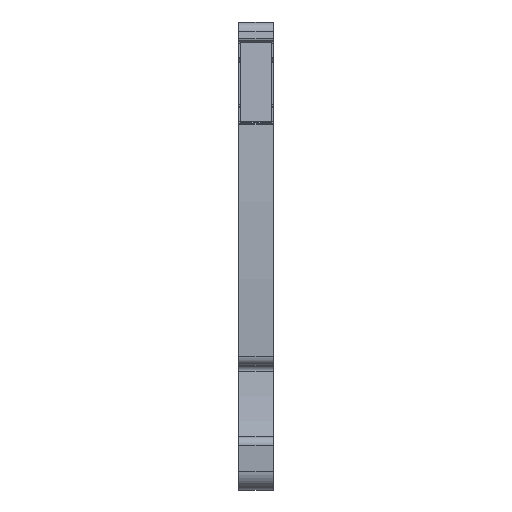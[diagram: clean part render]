
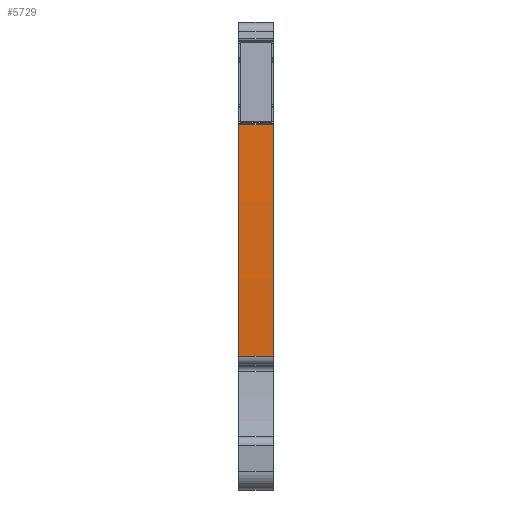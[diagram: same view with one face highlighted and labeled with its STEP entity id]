
A CAD part, front view. The second image highlights one B-rep face of the part: STEP entity #5729.
In plain terms, the highlighted cylindrical face has radius 180 mm (diameter 360 mm), a partial arc.
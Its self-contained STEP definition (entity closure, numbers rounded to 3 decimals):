
#591=AXIS2_PLACEMENT_3D('Circle Axis2P3D',#589,#590,$) ;
#4859=AXIS2_PLACEMENT_3D('Cylinder Axis2P3D',#4856,#4857,#4858) ;
#5713=AXIS2_PLACEMENT_3D('Circle Axis2P3D',#5711,#5712,$) ;
#586=CARTESIAN_POINT('Vertex',(3.5,1.484,36.553)) ;
#589=CARTESIAN_POINT('Axis2P3D Location',(3.5,181.129,25.25)) ;
#593=CARTESIAN_POINT('Vertex',(3.5,1.52,13.384)) ;
#4856=CARTESIAN_POINT('Axis2P3D Location',(1.75,181.129,25.25)) ;
#5695=CARTESIAN_POINT('Vertex',(0.,1.484,36.553)) ;
#5698=CARTESIAN_POINT('Line Origine',(2.55,1.484,36.553)) ;
#5711=CARTESIAN_POINT('Axis2P3D Location',(0.,181.129,25.25)) ;
#5715=CARTESIAN_POINT('Vertex',(0.,1.52,13.384)) ;
#5718=CARTESIAN_POINT('Line Origine',(1.75,1.52,13.384)) ;
#590=DIRECTION('Axis2P3D Direction',(1.,0.,0.)) ;
#4857=DIRECTION('Axis2P3D Direction',(1.,0.,0.)) ;
#4858=DIRECTION('Axis2P3D XDirection',(0.,-0.993,0.115)) ;
#5699=DIRECTION('Vector Direction',(1.,0.,0.)) ;
#5712=DIRECTION('Axis2P3D Direction',(1.,0.,0.)) ;
#5719=DIRECTION('Vector Direction',(1.,0.,0.)) ;
#5700=VECTOR('Line Direction',#5699,1.) ;
#5720=VECTOR('Line Direction',#5719,1.) ;
#5724=ORIENTED_EDGE('',*,*,#5717,.T.) ;
#5725=ORIENTED_EDGE('',*,*,#5722,.T.) ;
#5726=ORIENTED_EDGE('',*,*,#595,.F.) ;
#5727=ORIENTED_EDGE('',*,*,#5702,.F.) ;
#5729=ADVANCED_FACE('MLD',(#5728),#4860,.T.) ;
#592=CIRCLE('generated circle',#591,180.) ;
#5714=CIRCLE('generated circle',#5713,180.) ;
#4860=CYLINDRICAL_SURFACE('generated cylinder',#4859,180.) ;
#595=EDGE_CURVE('',#587,#594,#592,.T.) ;
#5702=EDGE_CURVE('',#5696,#587,#5701,.T.) ;
#5717=EDGE_CURVE('',#5696,#5716,#5714,.T.) ;
#5722=EDGE_CURVE('',#5716,#594,#5721,.T.) ;
#5723=EDGE_LOOP('',(#5724,#5725,#5726,#5727)) ;
#5728=FACE_OUTER_BOUND('',#5723,.T.) ;
#5701=LINE('Line',#5698,#5700) ;
#5721=LINE('Line',#5718,#5720) ;
#587=VERTEX_POINT('',#586) ;
#594=VERTEX_POINT('',#593) ;
#5696=VERTEX_POINT('',#5695) ;
#5716=VERTEX_POINT('',#5715) ;
